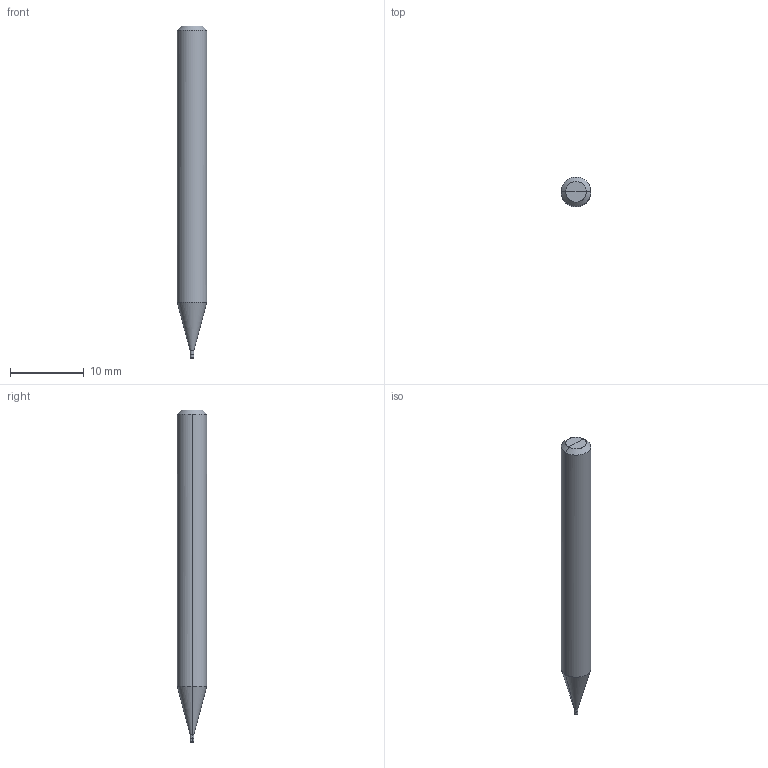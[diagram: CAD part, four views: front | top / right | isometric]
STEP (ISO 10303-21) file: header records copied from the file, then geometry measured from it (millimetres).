
FILE_DESCRIPTION(/* description */ (''),/* implementation_level */ '2;1');
FILE_NAME(/*name*/ 'SHRN-2005-R0005-010-STH',/*time_stamp*/'2023-9-18T8:7:38',/*author*/ ('ISBE GmbH'),/*organization*/ ('ISBE GmbH'),/*preprocessor_version*/ 'STEP IO v1.0',/*originating_system*/ '',/*authorisation*/ '');
FILE_SCHEMA (('AUTOMOTIVE_DESIGN'));
Length unit declared in the file: millimetre
Products named in the file (1): Document
Bounding box: 4 x 3.99 x 45 mm (x, y, z)
Surface area: 529.2 mm2 (no closed solid volume)
Topology: 0 solids, 20 shells, 20 faces, 82 edges, 76 vertices
Faces by surface type: bspline 20
Entity records: 551 total; most frequent: CARTESIAN_POINT 196, VERTEX_POINT 72, EDGE_CURVE 72, ORIENTED_EDGE 72, EDGE_LOOP 20, FACE_OUTER_BOUND 20, ADVANCED_FACE 20, DIRECTION 16
